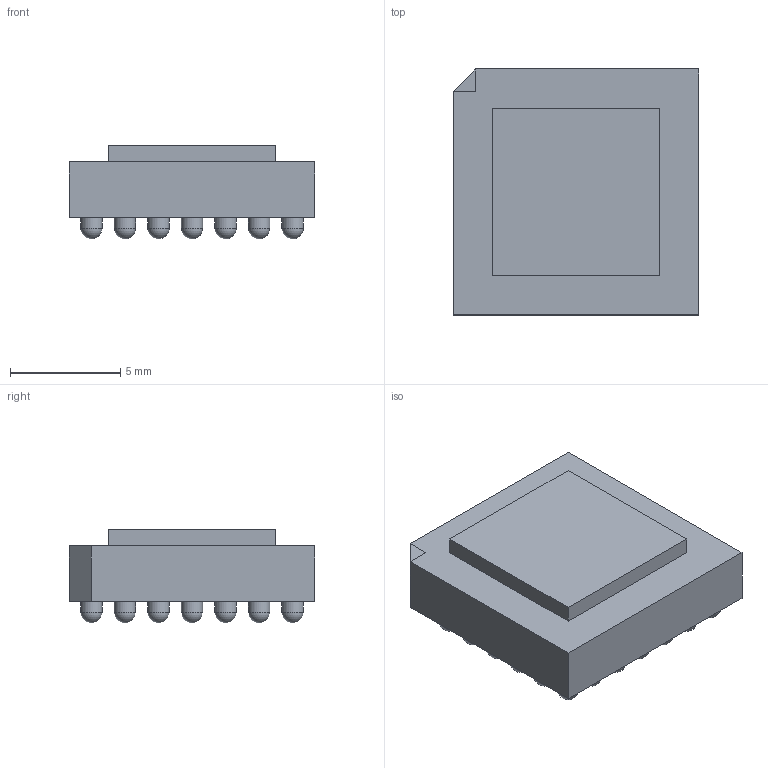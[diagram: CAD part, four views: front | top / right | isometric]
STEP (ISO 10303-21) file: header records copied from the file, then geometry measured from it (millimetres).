
FILE_DESCRIPTION(/* description */ (''),/* implementation_level */ '2;1');
FILE_NAME(/* name */ '827-7362-082',/* time_stamp */ '2000-05-10T13:09:55-05:00',/* author */ (''),/* organization */ (''),/* preprocessor_version */ 'ST-DEVELOPER 1.6',/* originating_system */ 'UNIGRAPHICS SOLUTIONS - UNIGRAPHICS 15.0',/* authorisation */ '');
FILE_SCHEMA (('CONFIG_CONTROL_DESIGN'));
Length unit declared in the file: inch
Products named in the file (5): 827-7362-108; 827-7362-085; 827-7362-084; 827-7362-083; 827-7362-082
Assembly tree (42 placements, depth 2):
  827-7362-082
    827-7362-083
    827-7362-084
    827-7362-085  x39
    827-7362-108
Bounding box: 11.18 x 11.18 x 4.27 mm (x, y, z)
Volume: 383.1 mm3; surface area: 537 mm2
Topology: 41 solids, 41 shells, 135 faces, 273 edges, 182 vertices
Faces by surface type: plane 57, cylinder 39, sphere 39
Full cylindrical faces by diameter (mm): 0.965 x39
Entity records: 2355 total; most frequent: DIRECTION 171, CARTESIAN_POINT 133, ORGANIZATION 119, PERSON_AND_ORGANIZATION 119, CALENDAR_DATE 109, COORDINATED_UNIVERSAL_TIME_OFFSET 109, LOCAL_TIME 109, DATE_AND_TIME 109
